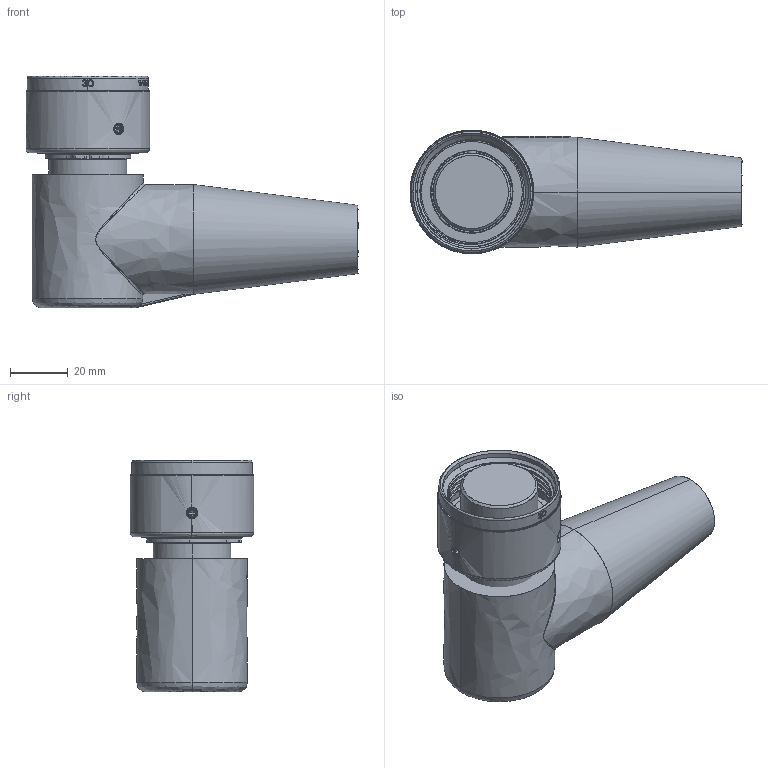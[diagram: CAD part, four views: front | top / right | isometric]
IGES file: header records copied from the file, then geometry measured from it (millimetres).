
Global section: file name: 3o-cp RA.igs; native system: AutoCAD-16.1s (LMS Tech) (Microsoft Windows NT Version 5.0 (x86)); preprocessor: Autodesk IGES Translator Mechanical Desktop 2005 (Jun  8 2004) from Autodesk, Inc.; date: 20061129.112428; units: inch
Bounding box: 115.25 x 42.93 x 80.45 mm (x, y, z)
Surface area: 33313.3 mm2 (no closed solid volume)
Topology: 0 solids, 0 shells, 566 faces, 5522 edges, 5500 vertices
Faces by surface type: bspline 566
